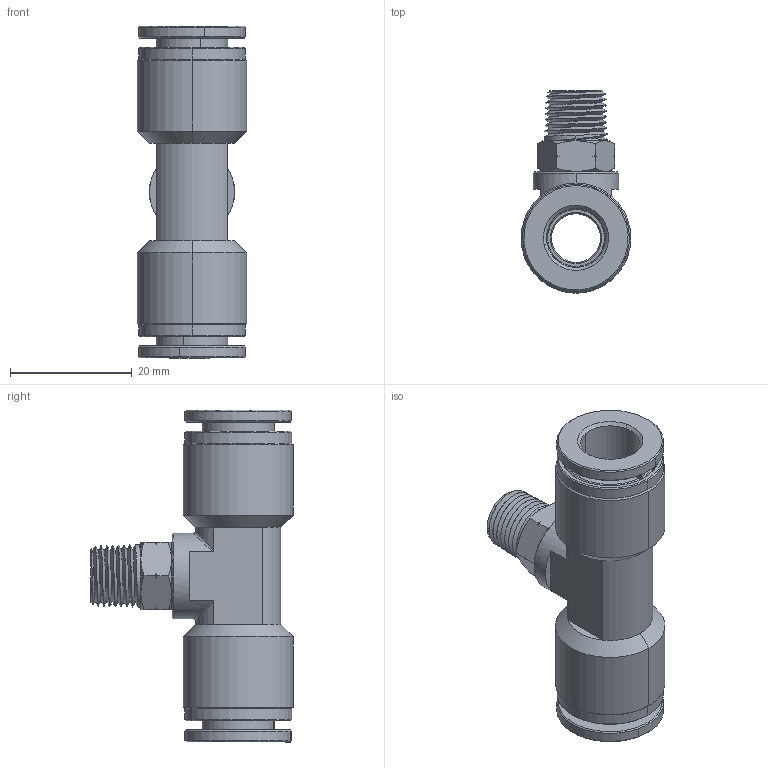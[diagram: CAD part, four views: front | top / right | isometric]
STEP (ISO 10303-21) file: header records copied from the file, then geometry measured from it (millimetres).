
FILE_DESCRIPTION (( 'STEP AP214' ), '1' );
FILE_NAME ('BTS3-8N1-8W.STEP', '2018-07-24T19:20:42', ( '' ), ( '' ), 'SwSTEP 2.0', 'SolidWorks 2016', '' );
FILE_SCHEMA (( 'AUTOMOTIVE_DESIGN' ));
Length unit declared in the file: millimetre
Products named in the file (1): BTS3-8N1-8W
Bounding box: 18 x 33.15 x 54.44 mm (x, y, z)
Volume: 8065.6 mm3; surface area: 13076.6 mm2
Topology: 12 solids, 12 shells, 899 faces, 2473 edges, 1612 vertices
Faces by surface type: plane 322, cone 312, cylinder 147, bspline 114, torus 4
Entity records: 44589 total; most frequent: CARTESIAN_POINT 13373, ORIENTED_EDGE 4946, DIRECTION 3827, EDGE_CURVE 2473, VERTEX_POINT 1612, AXIS2_PLACEMENT_3D 1550, B_SPLINE_CURVE_WITH_KNOTS 952, EDGE_LOOP 939
